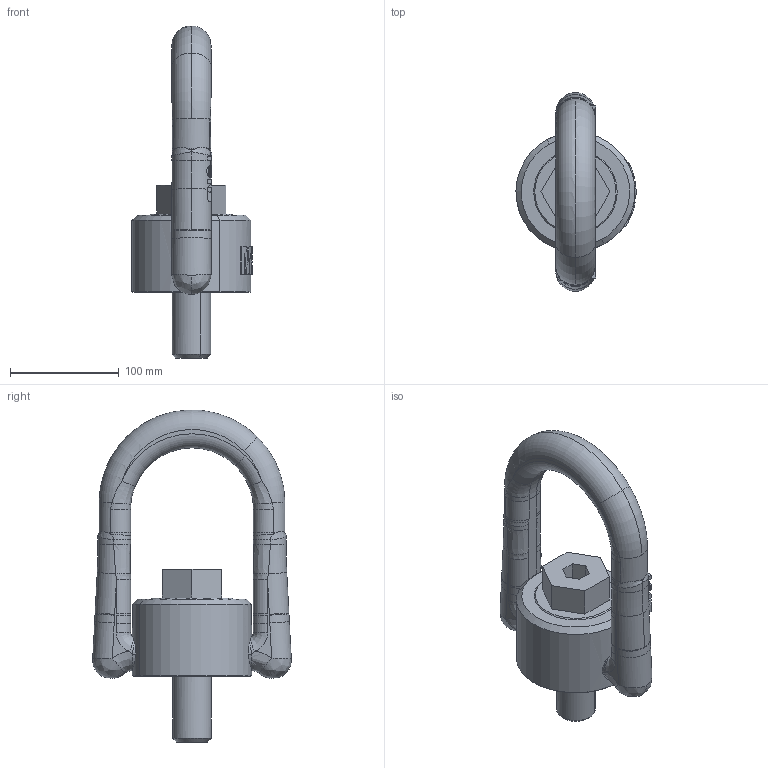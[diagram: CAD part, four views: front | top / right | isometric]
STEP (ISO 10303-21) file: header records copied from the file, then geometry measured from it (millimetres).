
FILE_DESCRIPTION(('CATIA V5 STEP Exchange'),'2;1');
FILE_NAME('8-232-125.stp','2017-06-16T07:52:43+00:00',('none'),('none'),'CATIA Version 5 Release 21 GA (IN-10)','CATIA V5 STEP AP203','none');
FILE_SCHEMA(('CONFIG_CONTROL_DESIGN'));
Length unit declared in the file: millimetre
Products named in the file (1): 8-232-125
Bounding box: 110.49 x 182.77 x 305.36 mm (x, y, z)
Volume: 1294324.6 mm3; surface area: 113083.2 mm2
Topology: 1 solids, 1 shells, 504 faces, 1408 edges, 915 vertices
Faces by surface type: plane 352, cylinder 66, bspline 50, torus 26, cone 8, extrusion 2
Entity records: 36774 total; most frequent: CARTESIAN_POINT 25541, ORIENTED_EDGE 2816, DIRECTION 1525, EDGE_CURVE 1408, VERTEX_POINT 915, B_SPLINE_CURVE_WITH_KNOTS 713, VECTOR 605, LINE 603
